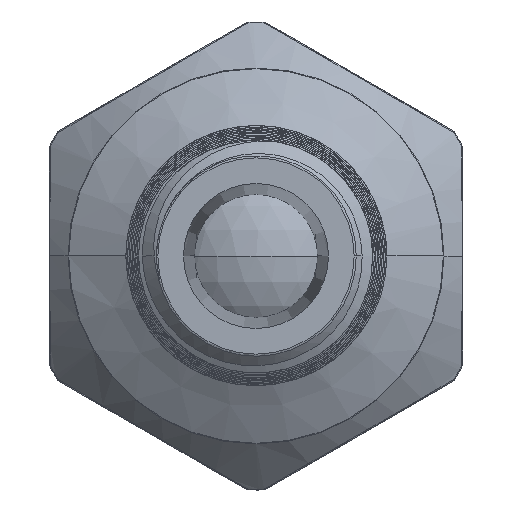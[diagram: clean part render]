
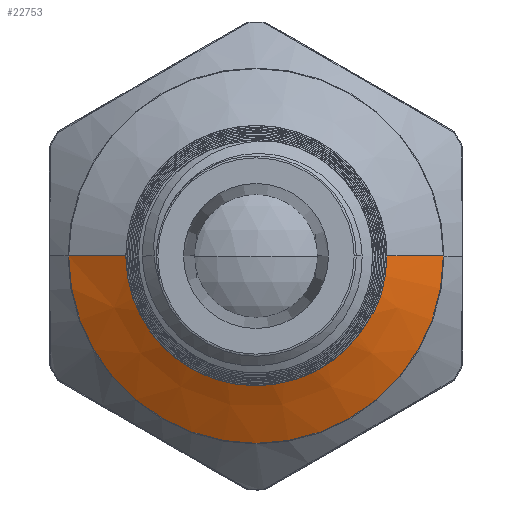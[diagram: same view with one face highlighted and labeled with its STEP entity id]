
A CAD part, front view. The second image highlights one B-rep face of the part: STEP entity #22753.
In plain terms, the highlighted conical face has half-angle 60 degrees and reference radius 7.665 mm.
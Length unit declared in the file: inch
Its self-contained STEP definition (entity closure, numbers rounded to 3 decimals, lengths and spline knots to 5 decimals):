
#1519 = DIRECTION ( 'NONE',  ( 0.866, 0.5, 0. ) ) ;
#1524 = CARTESIAN_POINT ( 'NONE',  ( -0.30176, -0.32809, 0. ) ) ;
#1525 = CARTESIAN_POINT ( 'NONE',  ( 0.30175, -0.32809, 0. ) ) ;
#1529 = DIRECTION ( 'NONE',  ( -0.866, 0.5, 0. ) ) ;
#5126 = DIRECTION ( 'NONE',  ( 0., 1., 0. ) ) ;
#5127 = DIRECTION ( 'NONE',  ( -1., 0., 0. ) ) ;
#5130 = CARTESIAN_POINT ( 'NONE',  ( -0.00001, -0.32809, 0. ) ) ;
#7578 = FACE_OUTER_BOUND ( 'NONE', #13994, .T. ) ;
#7586 = CONICAL_SURFACE ( 'NONE', #17964, 0.30175, 1.047 ) ;
#8619 = CARTESIAN_POINT ( 'NONE',  ( 0.30119, -0.32841, 0. ) ) ;
#8628 = CARTESIAN_POINT ( 'NONE',  ( -0.30121, -0.32841, 0. ) ) ;
#8634 = CARTESIAN_POINT ( 'NONE',  ( -0.19501, -0.38972, 0. ) ) ;
#13351 = B_SPLINE_CURVE_WITH_KNOTS ( 'NONE', 3,
 ( #21090, #21091, #21096, #21097, #21098, #21099, #21100, #21101, #21102, #21103, #21104, #21105, #21106, #21107, #21108, #21109, #21110, #21111, #21112, #21113, #21114, #21115, #21116, #21117, #21118 ),
 .UNSPECIFIED., .F., .F.,
 ( 4, 2, 2, 2, 2, 2, 2, 2, 1, 2, 2, 2, 4 ),
 ( 0.01865, 0.01926, 0.01987, 0.02048, 0.02109, 0.02232, 0.02354, 0.02415, 0.02476, 0.02537, 0.02599, 0.02721, 0.02843 ),
 .UNSPECIFIED. ) ;
#13352 = B_SPLINE_CURVE_WITH_KNOTS ( 'NONE', 3,
 ( #21086, #21095, #21120, #21121, #21122, #21123, #21124, #21125 ),
 .UNSPECIFIED., .F., .F.,
 ( 4, 2, 2, 4 ),
 ( 0., 0.00153, 0.00229, 0.00305 ),
 .UNSPECIFIED. ) ;
#13823 = VERTEX_POINT ( 'NONE', #25655 ) ;
#13827 = VERTEX_POINT ( 'NONE', #25531 ) ;
#13837 = VERTEX_POINT ( 'NONE', #25890 ) ;
#13875 = VERTEX_POINT ( 'NONE', #25919 ) ;
#13994 = EDGE_LOOP ( 'NONE', ( #20476, #20477, #20478, #20479, #20480, #20481, #20482 ) ) ;
#15539 = EDGE_CURVE ( 'NONE', #13837, #13827, #15884, .T. ) ;
#15686 = EDGE_CURVE ( 'NONE', #22203, #22197, #16152, .T. ) ;
#15687 = EDGE_CURVE ( 'NONE', #13875, #22188, #16153, .T. ) ;
#15884 = B_SPLINE_CURVE_WITH_KNOTS ( 'NONE', 3,
 ( #18556, #18549, #18528, #18527, #18525, #18522, #18519, #18513, #18511, #18509 ),
 .UNSPECIFIED., .F., .F.,
 ( 4, 3, 3, 4 ),
 ( 0., 0.00022, 0.00044, 0.00077 ),
 .UNSPECIFIED. ) ;
#16152 = LINE ( 'NONE', #1524, #16155 ) ;
#16153 = LINE ( 'NONE', #1525, #16157 ) ;
#16155 = VECTOR ( 'NONE', #1529, 39.37008 ) ;
#16157 = VECTOR ( 'NONE', #1519, 39.37008 ) ;
#17964 = AXIS2_PLACEMENT_3D ( 'NONE', #5130, #5126, #5127 ) ;
#18509 = CARTESIAN_POINT ( 'NONE',  ( 0.18888, -0.38078, -0.09285 ) ) ;
#18511 = CARTESIAN_POINT ( 'NONE',  ( 0.18545, -0.383, -0.09116 ) ) ;
#18513 = CARTESIAN_POINT ( 'NONE',  ( 0.18201, -0.38521, -0.08947 ) ) ;
#18519 = CARTESIAN_POINT ( 'NONE',  ( 0.17857, -0.38742, -0.08779 ) ) ;
#18522 = CARTESIAN_POINT ( 'NONE',  ( 0.17635, -0.38885, -0.0867 ) ) ;
#18525 = CARTESIAN_POINT ( 'NONE',  ( 0.17413, -0.39027, -0.08561 ) ) ;
#18527 = CARTESIAN_POINT ( 'NONE',  ( 0.17191, -0.3917, -0.08452 ) ) ;
#18528 = CARTESIAN_POINT ( 'NONE',  ( 0.1697, -0.39313, -0.08343 ) ) ;
#18549 = CARTESIAN_POINT ( 'NONE',  ( 0.16748, -0.39455, -0.08234 ) ) ;
#18556 = CARTESIAN_POINT ( 'NONE',  ( 0.16526, -0.39598, -0.08125 ) ) ;
#19710 = AXIS2_PLACEMENT_3D ( 'NONE', #21092, #21093, #21094 ) ;
#19712 = AXIS2_PLACEMENT_3D ( 'NONE', #21128, #21129, #21130 ) ;
#20476 = ORIENTED_EDGE ( 'NONE', *, *, #15687, .F. ) ;
#20477 = ORIENTED_EDGE ( 'NONE', *, *, #23407, .T. ) ;
#20478 = ORIENTED_EDGE ( 'NONE', *, *, #15539, .F. ) ;
#20479 = ORIENTED_EDGE ( 'NONE', *, *, #23406, .F. ) ;
#20480 = ORIENTED_EDGE ( 'NONE', *, *, #23405, .F. ) ;
#20481 = ORIENTED_EDGE ( 'NONE', *, *, #15686, .T. ) ;
#20482 = ORIENTED_EDGE ( 'NONE', *, *, #23404, .T. ) ;
#20831 = CIRCLE ( 'NONE', #19710, 0.3012 ) ;
#20840 = CIRCLE ( 'NONE', #19712, 0.21048 ) ;
#21086 = CARTESIAN_POINT ( 'NONE',  ( 0.08269, -0.39583, -0.16484 ) ) ;
#21090 = CARTESIAN_POINT ( 'NONE',  ( -0.19501, -0.38972, 0. ) ) ;
#21091 = CARTESIAN_POINT ( 'NONE',  ( -0.1948, -0.38984, -0.00805 ) ) ;
#21092 = CARTESIAN_POINT ( 'NONE',  ( -0.00001, -0.32841, 0. ) ) ;
#21093 = DIRECTION ( 'NONE',  ( 0., -1., 0. ) ) ;
#21094 = DIRECTION ( 'NONE',  ( 1., 0., 0. ) ) ;
#21095 = CARTESIAN_POINT ( 'NONE',  ( 0.10057, -0.39586, -0.15581 ) ) ;
#21096 = CARTESIAN_POINT ( 'NONE',  ( -0.19407, -0.38997, -0.01618 ) ) ;
#21097 = CARTESIAN_POINT ( 'NONE',  ( -0.19165, -0.39022, -0.0321 ) ) ;
#21098 = CARTESIAN_POINT ( 'NONE',  ( -0.18995, -0.39034, -0.03993 ) ) ;
#21099 = CARTESIAN_POINT ( 'NONE',  ( -0.1856, -0.39059, -0.05533 ) ) ;
#21100 = CARTESIAN_POINT ( 'NONE',  ( -0.18294, -0.39071, -0.06291 ) ) ;
#21101 = CARTESIAN_POINT ( 'NONE',  ( -0.17665, -0.39096, -0.0778 ) ) ;
#21102 = CARTESIAN_POINT ( 'NONE',  ( -0.17302, -0.39109, -0.08508 ) ) ;
#21103 = CARTESIAN_POINT ( 'NONE',  ( -0.16093, -0.39146, -0.10591 ) ) ;
#21104 = CARTESIAN_POINT ( 'NONE',  ( -0.15121, -0.39171, -0.1187 ) ) ;
#21105 = CARTESIAN_POINT ( 'NONE',  ( -0.12846, -0.39222, -0.14184 ) ) ;
#21106 = CARTESIAN_POINT ( 'NONE',  ( -0.11586, -0.39248, -0.15173 ) ) ;
#21107 = CARTESIAN_POINT ( 'NONE',  ( -0.09519, -0.39286, -0.16414 ) ) ;
#21108 = CARTESIAN_POINT ( 'NONE',  ( -0.08794, -0.39298, -0.16789 ) ) ;
#21109 = CARTESIAN_POINT ( 'NONE',  ( -0.07316, -0.39324, -0.17435 ) ) ;
#21110 = CARTESIAN_POINT ( 'NONE',  ( -0.05808, -0.3935, -0.17982 ) ) ;
#21111 = CARTESIAN_POINT ( 'NONE',  ( -0.04242, -0.39375, -0.18335 ) ) ;
#21112 = CARTESIAN_POINT ( 'NONE',  ( -0.02647, -0.39401, -0.18587 ) ) ;
#21113 = CARTESIAN_POINT ( 'NONE',  ( -0.01835, -0.39414, -0.18662 ) ) ;
#21114 = CARTESIAN_POINT ( 'NONE',  ( 0.00573, -0.39453, -0.18728 ) ) ;
#21115 = CARTESIAN_POINT ( 'NONE',  ( 0.02173, -0.39478, -0.18567 ) ) ;
#21116 = CARTESIAN_POINT ( 'NONE',  ( 0.05332, -0.39531, -0.17823 ) ) ;
#21117 = CARTESIAN_POINT ( 'NONE',  ( 0.06838, -0.39556, -0.17253 ) ) ;
#21118 = CARTESIAN_POINT ( 'NONE',  ( 0.08269, -0.39583, -0.16484 ) ) ;
#21120 = CARTESIAN_POINT ( 'NONE',  ( 0.11696, -0.39588, -0.14384 ) ) ;
#21121 = CARTESIAN_POINT ( 'NONE',  ( 0.13781, -0.39592, -0.12272 ) ) ;
#21122 = CARTESIAN_POINT ( 'NONE',  ( 0.14418, -0.39593, -0.11514 ) ) ;
#21123 = CARTESIAN_POINT ( 'NONE',  ( 0.15573, -0.39595, -0.09887 ) ) ;
#21124 = CARTESIAN_POINT ( 'NONE',  ( 0.16086, -0.39597, -0.09024 ) ) ;
#21125 = CARTESIAN_POINT ( 'NONE',  ( 0.16526, -0.39598, -0.08125 ) ) ;
#21128 = CARTESIAN_POINT ( 'NONE',  ( -0.00001, -0.38078, 0. ) ) ;
#21129 = DIRECTION ( 'NONE',  ( 0., 1., 0. ) ) ;
#21130 = DIRECTION ( 'NONE',  ( -1., 0., 0. ) ) ;
#22188 = VERTEX_POINT ( 'NONE', #8619 ) ;
#22197 = VERTEX_POINT ( 'NONE', #8628 ) ;
#22203 = VERTEX_POINT ( 'NONE', #8634 ) ;
#22753 = ADVANCED_FACE ( 'NONE', ( #7578 ), #7586, .T. ) ;
#23404 = EDGE_CURVE ( 'NONE', #22197, #22188, #20831, .T. ) ;
#23405 = EDGE_CURVE ( 'NONE', #22203, #13823, #13351, .T. ) ;
#23406 = EDGE_CURVE ( 'NONE', #13823, #13837, #13352, .T. ) ;
#23407 = EDGE_CURVE ( 'NONE', #13875, #13827, #20840, .T. ) ;
#25531 = CARTESIAN_POINT ( 'NONE',  ( 0.18888, -0.38078, -0.09285 ) ) ;
#25655 = CARTESIAN_POINT ( 'NONE',  ( 0.08269, -0.39583, -0.16484 ) ) ;
#25890 = CARTESIAN_POINT ( 'NONE',  ( 0.16526, -0.39598, -0.08125 ) ) ;
#25919 = CARTESIAN_POINT ( 'NONE',  ( 0.21047, -0.38078, 0. ) ) ;
